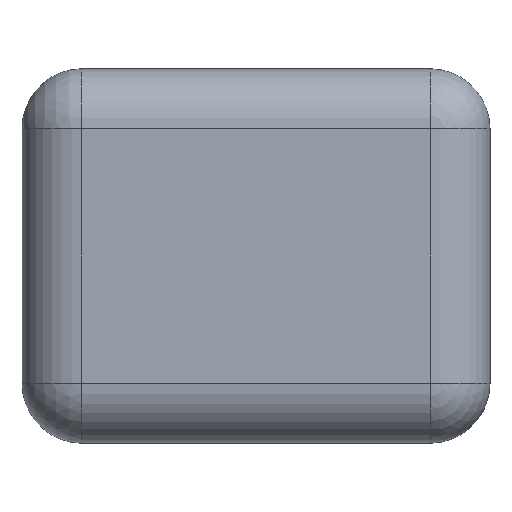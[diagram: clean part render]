
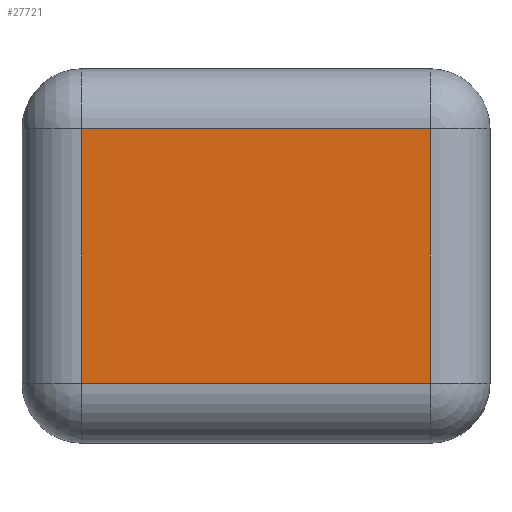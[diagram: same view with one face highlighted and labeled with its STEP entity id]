
A CAD part, front view. The second image highlights one B-rep face of the part: STEP entity #27721.
In plain terms, the highlighted planar face has unit normal (0, -1, 0).
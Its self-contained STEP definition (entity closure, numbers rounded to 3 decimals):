
#78 = ORIENTED_EDGE ( 'NONE', *, *, #353, .T. ) ;
#353 = EDGE_CURVE ( 'NONE', #5731, #3865, #5337, .T. ) ;
#500 = EDGE_CURVE ( 'NONE', #31978, #20622, #9900, .T. ) ;
#2347 = CARTESIAN_POINT ( 'NONE',  ( 232.5, -89.369, 250. ) ) ;
#3865 = VERTEX_POINT ( 'NONE', #23300 ) ;
#3948 = ORIENTED_EDGE ( 'NONE', *, *, #500, .T. ) ;
#4452 = DIRECTION ( 'NONE',  ( 0., -1., 0. ) ) ;
#5337 = LINE ( 'NONE', #48079, #44907 ) ;
#5731 = VERTEX_POINT ( 'NONE', #21424 ) ;
#8819 = CARTESIAN_POINT ( 'NONE',  ( 0., -89.369, 0. ) ) ;
#9900 = LINE ( 'NONE', #25494, #34289 ) ;
#10571 = EDGE_LOOP ( 'NONE', ( #3948, #16770, #78, #46535 ) ) ;
#12402 = DIRECTION ( 'NONE',  ( 0., 0., -1. ) ) ;
#13388 = FACE_OUTER_BOUND ( 'NONE', #10571, .T. ) ;
#15628 = VECTOR ( 'NONE', #22069, 1000. ) ;
#16770 = ORIENTED_EDGE ( 'NONE', *, *, #24770, .T. ) ;
#18070 = LINE ( 'NONE', #22406, #48502 ) ;
#18091 = EDGE_CURVE ( 'NONE', #3865, #31978, #25669, .T. ) ;
#20622 = VERTEX_POINT ( 'NONE', #38856 ) ;
#21424 = CARTESIAN_POINT ( 'NONE',  ( -232.5, -89.369, -170. ) ) ;
#21901 = DIRECTION ( 'NONE',  ( 0., 0., -1. ) ) ;
#22069 = DIRECTION ( 'NONE',  ( 0., 0., 1. ) ) ;
#22406 = CARTESIAN_POINT ( 'NONE',  ( -232.5, -89.369, 0. ) ) ;
#23300 = CARTESIAN_POINT ( 'NONE',  ( 232.5, -89.369, -170. ) ) ;
#24716 = AXIS2_PLACEMENT_3D ( 'NONE', #8819, #4452, #12402 ) ;
#24770 = EDGE_CURVE ( 'NONE', #20622, #5731, #18070, .T. ) ;
#25494 = CARTESIAN_POINT ( 'NONE',  ( 0., -89.369, 170. ) ) ;
#25669 = LINE ( 'NONE', #2347, #15628 ) ;
#27721 = ADVANCED_FACE ( 'NONE', ( #13388 ), #44608, .T. ) ;
#28615 = DIRECTION ( 'NONE',  ( 1., 0., 0. ) ) ;
#31978 = VERTEX_POINT ( 'NONE', #48211 ) ;
#34289 = VECTOR ( 'NONE', #41111, 1000. ) ;
#38856 = CARTESIAN_POINT ( 'NONE',  ( -232.5, -89.369, 170. ) ) ;
#41111 = DIRECTION ( 'NONE',  ( -1., 0., 0. ) ) ;
#44608 = PLANE ( 'NONE',  #24716 ) ;
#44907 = VECTOR ( 'NONE', #28615, 1000. ) ;
#46535 = ORIENTED_EDGE ( 'NONE', *, *, #18091, .T. ) ;
#48079 = CARTESIAN_POINT ( 'NONE',  ( 312.5, -89.369, -170. ) ) ;
#48211 = CARTESIAN_POINT ( 'NONE',  ( 232.5, -89.369, 170. ) ) ;
#48502 = VECTOR ( 'NONE', #21901, 1000. ) ;
